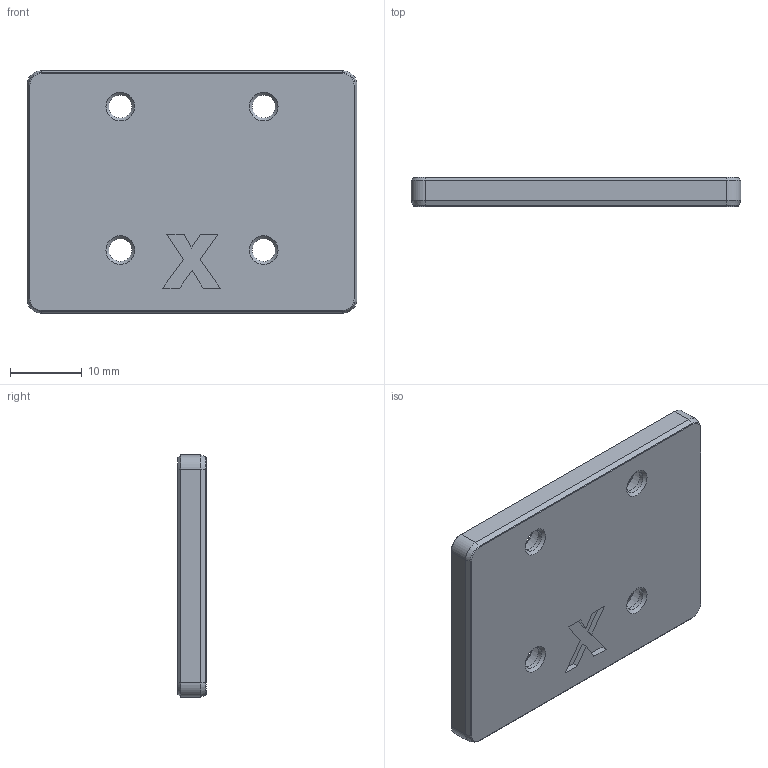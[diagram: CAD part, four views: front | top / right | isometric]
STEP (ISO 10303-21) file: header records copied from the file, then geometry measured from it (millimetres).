
FILE_DESCRIPTION(/* description */ (''),/* implementation_level */ '2;1');
FILE_NAME(/* name */ 'B-X_Carriage_Cap_1515_2-B.stp',/* time_stamp */ '2020-09-25T18:34:41-07:00',/* author */ (''),/* organization */ (''),/* preprocessor_version */ 'ST-DEVELOPER v18.1',/* originating_system */ 'Autodesk Translation Framework v9.3.0.1241',/* authorisation */ '');
FILE_SCHEMA (('AUTOMOTIVE_DESIGN { 1 0 10303 214 3 1 1 }'));
Length unit declared in the file: millimetre
Products named in the file (1): Cap
Bounding box: 46 x 4 x 33.8 mm (x, y, z)
Volume: 5697.5 mm3; surface area: 3860.3 mm2
Topology: 1 solids, 1 shells, 67 faces, 152 edges, 92 vertices
Faces by surface type: plane 35, cone 20, cylinder 12
Full cylindrical faces by diameter (mm): 3.2 x4, 6.5 x4
Entity records: 1906 total; most frequent: DIRECTION 336, CARTESIAN_POINT 312, ORIENTED_EDGE 304, EDGE_CURVE 152, AXIS2_PLACEMENT_3D 116, LINE 104, VECTOR 104, VERTEX_POINT 92
